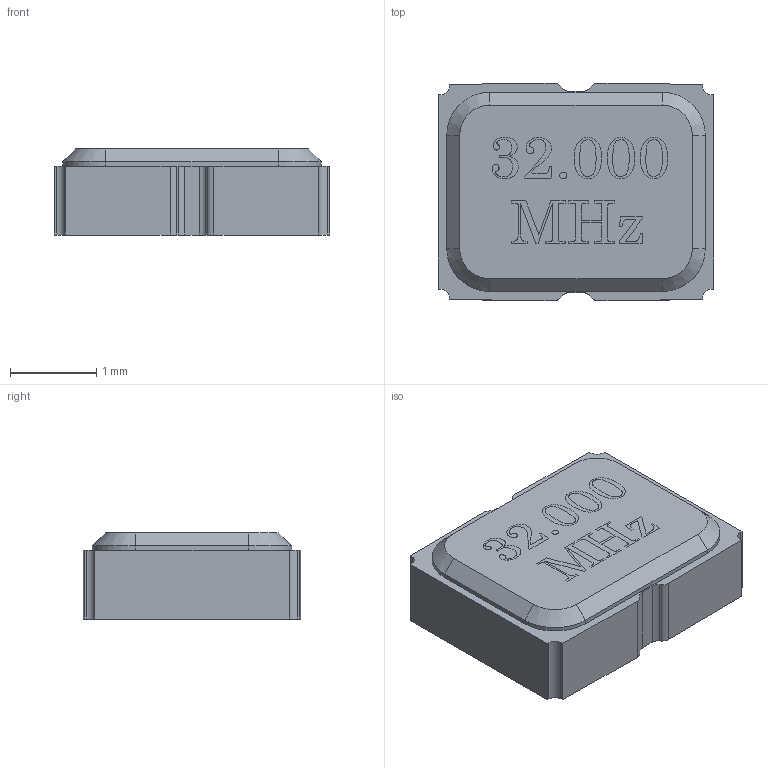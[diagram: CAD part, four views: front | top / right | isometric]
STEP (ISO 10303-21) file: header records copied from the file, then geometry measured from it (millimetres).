
FILE_DESCRIPTION (( 'STEP AP214' ), '1' );
FILE_NAME ('OSC3225.STEP', '2017-11-16T11:50:24', ( '64' ), ( '' ), 'SwSTEP 2.0', 'SolidWorks 2014', '' );
FILE_SCHEMA (( 'AUTOMOTIVE_DESIGN' ));
Length unit declared in the file: millimetre
Products named in the file (2): OSC3225
Bounding box: 3.2 x 2.53 x 1 mm (x, y, z)
Volume: 7.6 mm3; surface area: 26 mm2
Topology: 1 solids, 1 shells, 63 faces, 310 edges, 262 vertices
Faces by surface type: plane 43, cylinder 16, cone 4
Entity records: 4974 total; most frequent: CARTESIAN_POINT 1807, ORIENTED_EDGE 620, DIRECTION 373, EDGE_CURVE 310, VERTEX_POINT 262, VECTOR 171, LINE 171, B_SPLINE_CURVE_WITH_KNOTS 103
